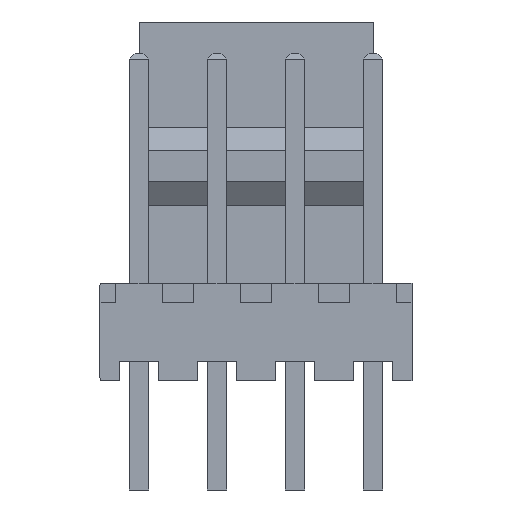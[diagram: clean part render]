
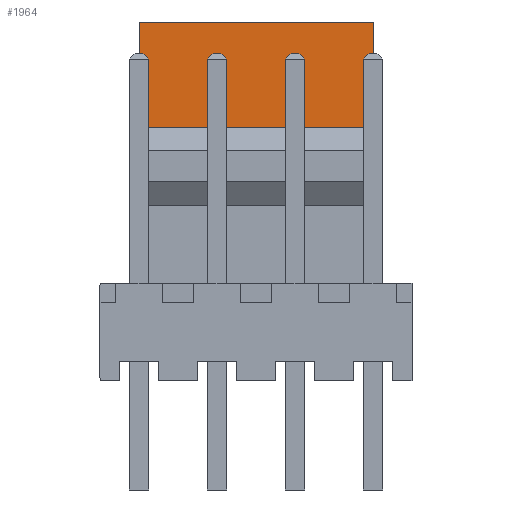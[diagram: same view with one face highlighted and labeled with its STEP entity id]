
A CAD part, front view. The second image highlights one B-rep face of the part: STEP entity #1964.
In plain terms, the highlighted planar face has unit normal (0, -1, 0).
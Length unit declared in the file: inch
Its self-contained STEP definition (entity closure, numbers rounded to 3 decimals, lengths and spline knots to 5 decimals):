
#85=FACE_OUTER_BOUND('',#193,.T.);
#193=EDGE_LOOP('',(#1560,#1561,#1562,#1563));
#425=LINE('',#2972,#691);
#429=LINE('',#2979,#695);
#433=LINE('',#2987,#699);
#441=LINE('',#3007,#707);
#691=VECTOR('',#2412,39.37008);
#695=VECTOR('',#2418,39.37008);
#699=VECTOR('',#2424,39.37008);
#707=VECTOR('',#2456,39.37008);
#903=VERTEX_POINT('',#2969);
#904=VERTEX_POINT('',#2971);
#906=VERTEX_POINT('',#2977);
#909=VERTEX_POINT('',#2985);
#1129=EDGE_CURVE('',#903,#904,#425,.T.);
#1133=EDGE_CURVE('',#906,#903,#429,.T.);
#1137=EDGE_CURVE('',#906,#909,#433,.T.);
#1145=EDGE_CURVE('',#909,#904,#441,.T.);
#1560=ORIENTED_EDGE('',*,*,#1129,.F.);
#1561=ORIENTED_EDGE('',*,*,#1133,.F.);
#1562=ORIENTED_EDGE('',*,*,#1137,.T.);
#1563=ORIENTED_EDGE('',*,*,#1145,.T.);
#1803=PLANE('',#2082);
#1964=ADVANCED_FACE('',(#85),#1803,.T.);
#2082=AXIS2_PLACEMENT_3D('',#3006,#2454,#2455);
#2412=DIRECTION('',(0.,0.,-1.));
#2418=DIRECTION('',(1.,0.,0.));
#2424=DIRECTION('',(0.,0.,-1.));
#2454=DIRECTION('center_axis',(0.,-1.,0.));
#2455=DIRECTION('ref_axis',(0.,0.,-1.));
#2456=DIRECTION('',(1.,0.,0.));
#2969=CARTESIAN_POINT('',(0.15,0.0735,0.46));
#2971=CARTESIAN_POINT('',(0.15,0.0735,0.325));
#2972=CARTESIAN_POINT('',(0.15,0.0735,0.2925));
#2977=CARTESIAN_POINT('',(-0.15,0.0735,0.46));
#2979=CARTESIAN_POINT('',(0.,0.0735,0.46));
#2985=CARTESIAN_POINT('',(-0.15,0.0735,0.325));
#2987=CARTESIAN_POINT('',(-0.15,0.0735,0.2925));
#3006=CARTESIAN_POINT('Origin',(-0.156,0.0735,0.4627));
#3007=CARTESIAN_POINT('',(0.,0.0735,0.325));
